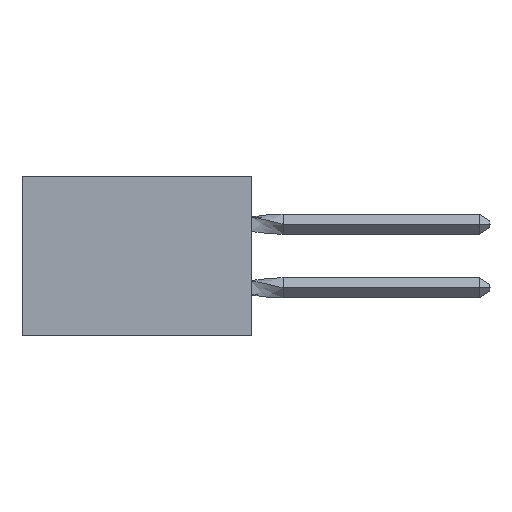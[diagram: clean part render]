
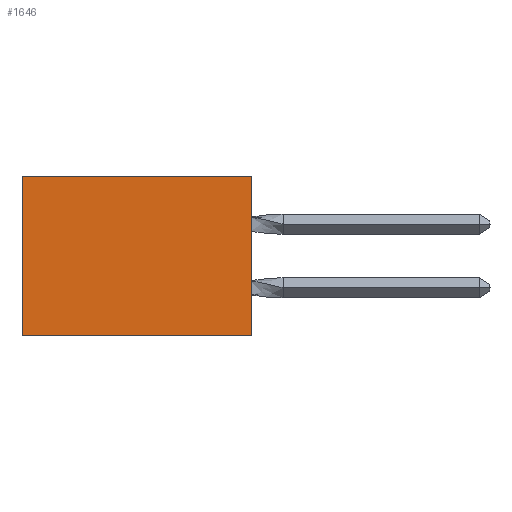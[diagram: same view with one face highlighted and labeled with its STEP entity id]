
A CAD part, left-side view. The second image highlights one B-rep face of the part: STEP entity #1646.
In plain terms, the highlighted planar face has unit normal (-1, 0, 0).
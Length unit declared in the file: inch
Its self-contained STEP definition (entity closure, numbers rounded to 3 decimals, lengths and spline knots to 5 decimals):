
#509 = CARTESIAN_POINT ( 'NONE',  ( 0.305, 0., -0.5 ) ) ;
#1045 = CARTESIAN_POINT ( 'NONE',  ( 0.305, 0., -0.5 ) ) ;
#1388 = EDGE_CURVE ( 'NONE', #41922, #27909, #11401, .T. ) ;
#1646 = ADVANCED_FACE ( 'NONE', ( #5740 ), #38591, .F. ) ;
#5258 = EDGE_CURVE ( 'NONE', #21347, #26246, #9549, .T. ) ;
#5734 = CARTESIAN_POINT ( 'NONE',  ( 0.305, 0.72, 0. ) ) ;
#5740 = FACE_OUTER_BOUND ( 'NONE', #25231, .T. ) ;
#5864 = CARTESIAN_POINT ( 'NONE',  ( 0.305, 0., 0. ) ) ;
#9549 = LINE ( 'NONE', #37232, #18742 ) ;
#11401 = LINE ( 'NONE', #509, #40557 ) ;
#12714 = CARTESIAN_POINT ( 'NONE',  ( 0.305, 0., -0.5 ) ) ;
#15988 = DIRECTION ( 'NONE',  ( 1., 0., 0. ) ) ;
#16667 = VECTOR ( 'NONE', #25316, 39.37008 ) ;
#18742 = VECTOR ( 'NONE', #21072, 39.37008 ) ;
#19914 = DIRECTION ( 'NONE',  ( 0., 0., -1. ) ) ;
#21072 = DIRECTION ( 'NONE',  ( 0., 0., -1. ) ) ;
#21174 = ORIENTED_EDGE ( 'NONE', *, *, #37668, .T. ) ;
#21347 = VERTEX_POINT ( 'NONE', #5734 ) ;
#23301 = ORIENTED_EDGE ( 'NONE', *, *, #5258, .T. ) ;
#23817 = CARTESIAN_POINT ( 'NONE',  ( 0.305, 0.72, -0.5 ) ) ;
#25231 = EDGE_LOOP ( 'NONE', ( #23301, #39041, #37354, #21174 ) ) ;
#25316 = DIRECTION ( 'NONE',  ( 0., 1., 0. ) ) ;
#26246 = VERTEX_POINT ( 'NONE', #23817 ) ;
#26393 = LINE ( 'NONE', #5864, #16667 ) ;
#27198 = DIRECTION ( 'NONE',  ( 0., 1., 0. ) ) ;
#27909 = VERTEX_POINT ( 'NONE', #36376 ) ;
#30122 = EDGE_CURVE ( 'NONE', #27909, #26246, #34591, .T. ) ;
#31176 = AXIS2_PLACEMENT_3D ( 'NONE', #12714, #15988, #38872 ) ;
#33272 = CARTESIAN_POINT ( 'NONE',  ( 0.305, 0., 0. ) ) ;
#33560 = VECTOR ( 'NONE', #27198, 39.37008 ) ;
#34591 = LINE ( 'NONE', #1045, #33560 ) ;
#36376 = CARTESIAN_POINT ( 'NONE',  ( 0.305, 0., -0.5 ) ) ;
#37232 = CARTESIAN_POINT ( 'NONE',  ( 0.305, 0.72, -0.5 ) ) ;
#37354 = ORIENTED_EDGE ( 'NONE', *, *, #1388, .F. ) ;
#37668 = EDGE_CURVE ( 'NONE', #41922, #21347, #26393, .T. ) ;
#38591 = PLANE ( 'NONE',  #31176 ) ;
#38872 = DIRECTION ( 'NONE',  ( 0., 0., -1. ) ) ;
#39041 = ORIENTED_EDGE ( 'NONE', *, *, #30122, .F. ) ;
#40557 = VECTOR ( 'NONE', #19914, 39.37008 ) ;
#41922 = VERTEX_POINT ( 'NONE', #33272 ) ;
